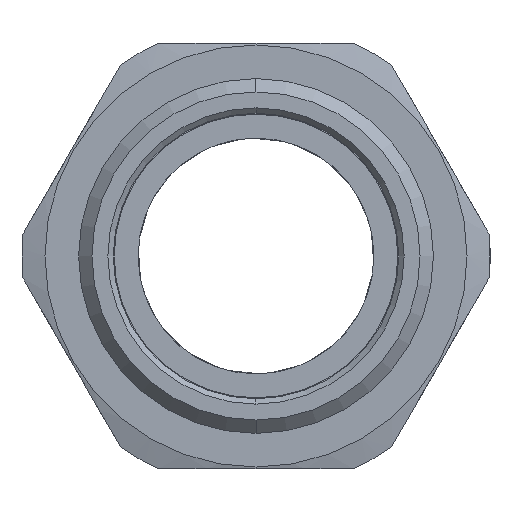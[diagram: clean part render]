
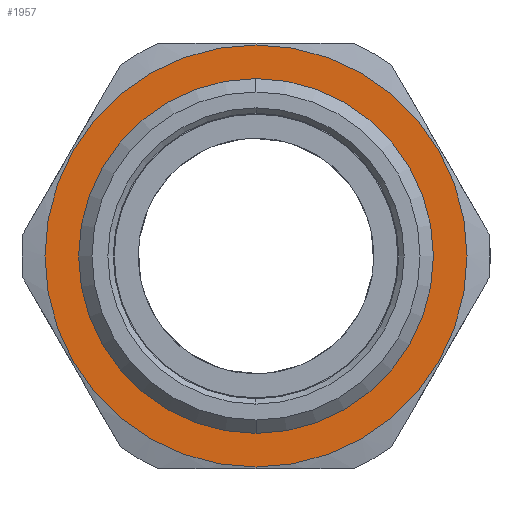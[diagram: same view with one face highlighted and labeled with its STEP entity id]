
A CAD part, left-side view. The second image highlights one B-rep face of the part: STEP entity #1957.
In plain terms, the highlighted planar face has unit normal (-1, 0, 0).
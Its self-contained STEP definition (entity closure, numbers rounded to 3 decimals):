
#3 = EDGE_CURVE ( 'NONE', #124, #2119, #2653, .T. ) ;
#60 = DIRECTION ( 'NONE',  ( 1., 0., 0. ) ) ;
#124 = VERTEX_POINT ( 'NONE', #2335 ) ;
#303 = CIRCLE ( 'NONE', #2789, 10. ) ;
#633 = DIRECTION ( 'NONE',  ( -1., 0., 0. ) ) ;
#729 = CARTESIAN_POINT ( 'NONE',  ( 10.3, 0., 0. ) ) ;
#874 = ORIENTED_EDGE ( 'NONE', *, *, #3, .F. ) ;
#878 = AXIS2_PLACEMENT_3D ( 'NONE', #2207, #633, #1477 ) ;
#893 = CIRCLE ( 'NONE', #1009, 11.9 ) ;
#1009 = AXIS2_PLACEMENT_3D ( 'NONE', #2960, #60, #2673 ) ;
#1127 = CARTESIAN_POINT ( 'NONE',  ( 10.3, 0., 0. ) ) ;
#1330 = CARTESIAN_POINT ( 'NONE',  ( 10.3, 0., -13.7 ) ) ;
#1477 = DIRECTION ( 'NONE',  ( 0., 0., 1. ) ) ;
#1490 = EDGE_CURVE ( 'NONE', #2628, #2936, #893, .T. ) ;
#1499 = CARTESIAN_POINT ( 'NONE',  ( 10.3, 0., 11.9 ) ) ;
#1601 = EDGE_CURVE ( 'NONE', #2936, #2628, #2908, .T. ) ;
#1639 = EDGE_LOOP ( 'NONE', ( #2851, #874 ) ) ;
#1682 = EDGE_LOOP ( 'NONE', ( #2077, #2722 ) ) ;
#1819 = DIRECTION ( 'NONE',  ( -1., 0., 0. ) ) ;
#1928 = DIRECTION ( 'NONE',  ( 0., 0., -1. ) ) ;
#1930 = CARTESIAN_POINT ( 'NONE',  ( 10.3, 0., -10. ) ) ;
#1937 = DIRECTION ( 'NONE',  ( 0., 0., -1. ) ) ;
#1957 = ADVANCED_FACE ( 'NONE', ( #3332, #3163 ), #2705, .F. ) ;
#2077 = ORIENTED_EDGE ( 'NONE', *, *, #1601, .F. ) ;
#2119 = VERTEX_POINT ( 'NONE', #1930 ) ;
#2207 = CARTESIAN_POINT ( 'NONE',  ( 10.3, 0., 0. ) ) ;
#2217 = EDGE_CURVE ( 'NONE', #2119, #124, #303, .T. ) ;
#2335 = CARTESIAN_POINT ( 'NONE',  ( 10.3, 0., 10. ) ) ;
#2425 = AXIS2_PLACEMENT_3D ( 'NONE', #1330, #3231, #1937 ) ;
#2628 = VERTEX_POINT ( 'NONE', #1499 ) ;
#2653 = CIRCLE ( 'NONE', #878, 10. ) ;
#2673 = DIRECTION ( 'NONE',  ( 0., 0., -1. ) ) ;
#2683 = AXIS2_PLACEMENT_3D ( 'NONE', #1127, #2714, #1928 ) ;
#2705 = PLANE ( 'NONE',  #2425 ) ;
#2710 = CARTESIAN_POINT ( 'NONE',  ( 10.3, 0., -11.9 ) ) ;
#2714 = DIRECTION ( 'NONE',  ( 1., 0., 0. ) ) ;
#2722 = ORIENTED_EDGE ( 'NONE', *, *, #1490, .F. ) ;
#2789 = AXIS2_PLACEMENT_3D ( 'NONE', #729, #1819, #3071 ) ;
#2851 = ORIENTED_EDGE ( 'NONE', *, *, #2217, .F. ) ;
#2908 = CIRCLE ( 'NONE', #2683, 11.9 ) ;
#2936 = VERTEX_POINT ( 'NONE', #2710 ) ;
#2960 = CARTESIAN_POINT ( 'NONE',  ( 10.3, 0., 0. ) ) ;
#3071 = DIRECTION ( 'NONE',  ( 0., 0., 1. ) ) ;
#3163 = FACE_BOUND ( 'NONE', #1639, .T. ) ;
#3231 = DIRECTION ( 'NONE',  ( 1., 0., 0. ) ) ;
#3332 = FACE_OUTER_BOUND ( 'NONE', #1682, .T. ) ;
